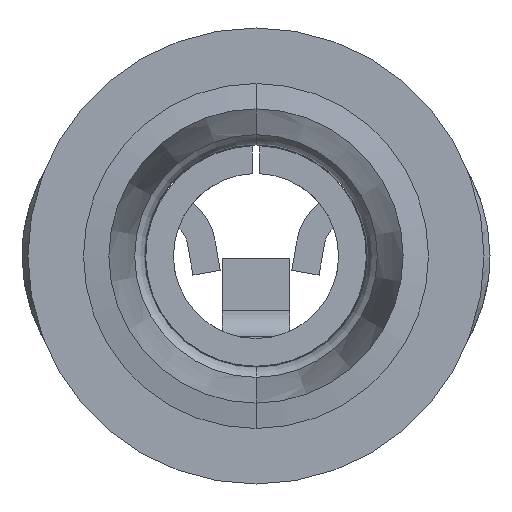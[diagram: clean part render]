
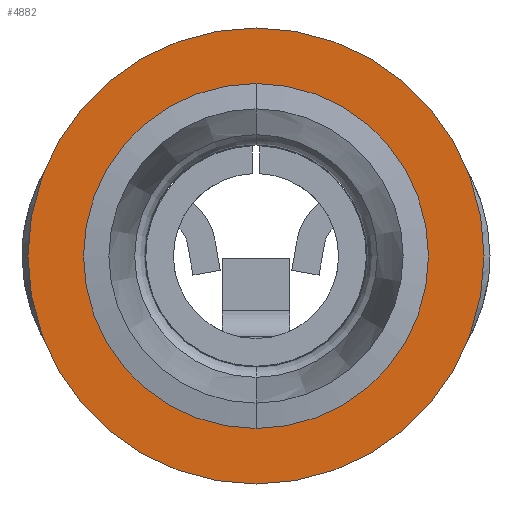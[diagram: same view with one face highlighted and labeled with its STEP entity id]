
A CAD part, front view. The second image highlights one B-rep face of the part: STEP entity #4882.
In plain terms, the highlighted planar face has unit normal (0, -1, 0).
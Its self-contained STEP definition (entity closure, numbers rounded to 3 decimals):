
#87 = DIRECTION ( 'NONE',  ( 1., 0., 0. ) ) ;
#175 = ORIENTED_EDGE ( 'NONE', *, *, #3121, .F. ) ;
#333 = CARTESIAN_POINT ( 'NONE',  ( 2.875, -11.5, 1.39 ) ) ;
#504 = CARTESIAN_POINT ( 'NONE',  ( 0., -11.5, 1.39 ) ) ;
#572 = AXIS2_PLACEMENT_3D ( 'NONE', #4342, #3146, #2716 ) ;
#703 = EDGE_LOOP ( 'NONE', ( #1730, #4161 ) ) ;
#755 = PLANE ( 'NONE',  #572 ) ;
#769 = CARTESIAN_POINT ( 'NONE',  ( 0., -11.5, 1.39 ) ) ;
#880 = AXIS2_PLACEMENT_3D ( 'NONE', #504, #923, #87 ) ;
#923 = DIRECTION ( 'NONE',  ( 0., 1., 0. ) ) ;
#937 = CARTESIAN_POINT ( 'NONE',  ( 0., -11.5, 1.39 ) ) ;
#996 = ORIENTED_EDGE ( 'NONE', *, *, #2360, .F. ) ;
#1294 = DIRECTION ( 'NONE',  ( -1., 0., 0. ) ) ;
#1335 = AXIS2_PLACEMENT_3D ( 'NONE', #937, #3691, #1294 ) ;
#1609 = CARTESIAN_POINT ( 'NONE',  ( -2.175, -11.5, 1.39 ) ) ;
#1730 = ORIENTED_EDGE ( 'NONE', *, *, #5161, .T. ) ;
#2321 = CIRCLE ( 'NONE', #2915, 2.175 ) ;
#2360 = EDGE_CURVE ( 'NONE', #2628, #4027, #2760, .T. ) ;
#2369 = CARTESIAN_POINT ( 'NONE',  ( 2.175, -11.5, 1.39 ) ) ;
#2377 = CIRCLE ( 'NONE', #4195, 2.875 ) ;
#2494 = DIRECTION ( 'NONE',  ( 0., 1., 0. ) ) ;
#2628 = VERTEX_POINT ( 'NONE', #333 ) ;
#2716 = DIRECTION ( 'NONE',  ( 1., 0., 0. ) ) ;
#2740 = VERTEX_POINT ( 'NONE', #2369 ) ;
#2760 = CIRCLE ( 'NONE', #1335, 2.875 ) ;
#2767 = CIRCLE ( 'NONE', #880, 2.175 ) ;
#2831 = VERTEX_POINT ( 'NONE', #1609 ) ;
#2832 = DIRECTION ( 'NONE',  ( -1., 0., 0. ) ) ;
#2894 = FACE_OUTER_BOUND ( 'NONE', #4001, .T. ) ;
#2915 = AXIS2_PLACEMENT_3D ( 'NONE', #4963, #2494, #3730 ) ;
#3121 = EDGE_CURVE ( 'NONE', #4027, #2628, #2377, .T. ) ;
#3146 = DIRECTION ( 'NONE',  ( 0., -1., 0. ) ) ;
#3198 = EDGE_CURVE ( 'NONE', #2740, #2831, #2321, .T. ) ;
#3691 = DIRECTION ( 'NONE',  ( 0., 1., 0. ) ) ;
#3730 = DIRECTION ( 'NONE',  ( 1., 0., 0. ) ) ;
#3894 = FACE_BOUND ( 'NONE', #703, .T. ) ;
#3973 = DIRECTION ( 'NONE',  ( 0., 1., 0. ) ) ;
#4001 = EDGE_LOOP ( 'NONE', ( #175, #996 ) ) ;
#4027 = VERTEX_POINT ( 'NONE', #5037 ) ;
#4161 = ORIENTED_EDGE ( 'NONE', *, *, #3198, .T. ) ;
#4195 = AXIS2_PLACEMENT_3D ( 'NONE', #769, #3973, #2832 ) ;
#4342 = CARTESIAN_POINT ( 'NONE',  ( -2.875, -11.5, 1.39 ) ) ;
#4882 = ADVANCED_FACE ( 'NONE', ( #3894, #2894 ), #755, .T. ) ;
#4963 = CARTESIAN_POINT ( 'NONE',  ( 0., -11.5, 1.39 ) ) ;
#5037 = CARTESIAN_POINT ( 'NONE',  ( -2.875, -11.5, 1.39 ) ) ;
#5161 = EDGE_CURVE ( 'NONE', #2831, #2740, #2767, .T. ) ;
